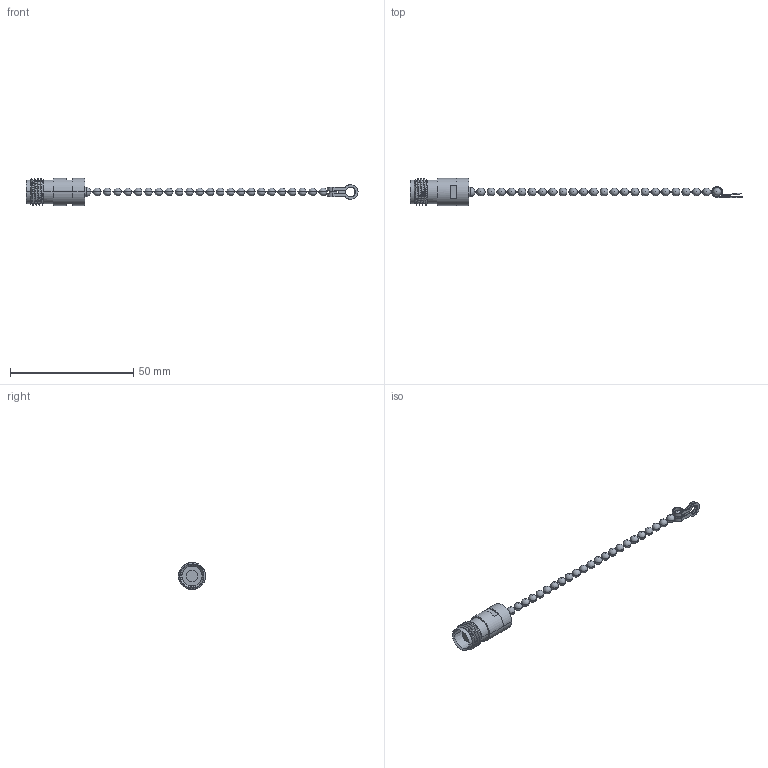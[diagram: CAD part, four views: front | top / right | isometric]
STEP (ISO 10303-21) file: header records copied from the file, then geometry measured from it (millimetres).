
FILE_DESCRIPTION (( 'STEP AP214' ), '1' );
FILE_NAME ('LCTR1172C_3D.step', '2024-02-07T23:35:14', ( '' ), ( '' ), 'SwSTEP 2.0', 'SolidWorks 2022', '' );
FILE_SCHEMA (( 'AUTOMOTIVE_DESIGN' ));
Length unit declared in the file: inch
Products named in the file (4): TNC8980S-0018^LCTR1172C; LCTR1172C_3D; F3800-4^LCTR1172C; N88NY-3-1^LCTR1172C
Assembly tree (3 placements, depth 2):
  LCTR1172C_3D
    TNC8980S-0018^LCTR1172C
    F3800-4^LCTR1172C
    N88NY-3-1^LCTR1172C
Bounding box: 134.71 x 11 x 11 mm (x, y, z)
Volume: 2140.4 mm3; surface area: 2473.3 mm2
Topology: 3 solids, 3 shells, 198 faces, 599 edges, 358 vertices
Faces by surface type: cylinder 98, sphere 52, plane 26, cone 12, bspline 6, torus 4
Entity records: 7420 total; most frequent: CARTESIAN_POINT 2749, DIRECTION 1070, ORIENTED_EDGE 892, AXIS2_PLACEMENT_3D 462, EDGE_CURVE 446, CIRCLE 264, VERTEX_POINT 257, EDGE_LOOP 205
